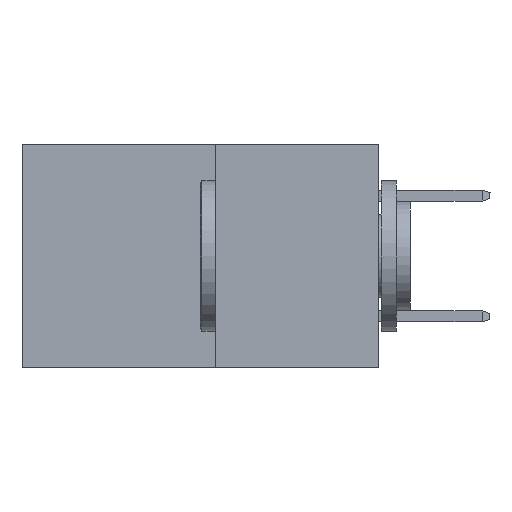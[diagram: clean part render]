
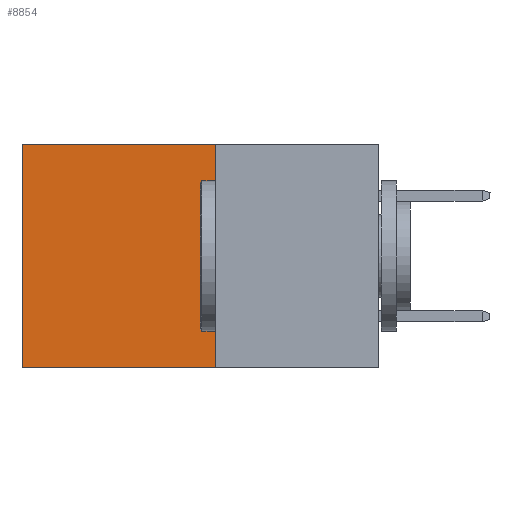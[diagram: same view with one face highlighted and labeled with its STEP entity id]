
A CAD part, left-side view. The second image highlights one B-rep face of the part: STEP entity #8854.
In plain terms, the highlighted planar face has unit normal (-1, 0, 0).
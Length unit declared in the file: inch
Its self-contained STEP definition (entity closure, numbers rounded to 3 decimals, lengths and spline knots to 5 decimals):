
#165 = EDGE_CURVE ( 'NONE', #6916, #3461, #4794, .T. ) ;
#385 = VECTOR ( 'NONE', #6386, 39.37008 ) ;
#1184 = FACE_OUTER_BOUND ( 'NONE', #4706, .T. ) ;
#1417 = CARTESIAN_POINT ( 'NONE',  ( 0.277, 0.27, -0.37 ) ) ;
#1444 = EDGE_CURVE ( 'NONE', #7425, #6707, #5880, .T. ) ;
#1564 = CARTESIAN_POINT ( 'NONE',  ( 0.277, 0.59, -0.37 ) ) ;
#2825 = CARTESIAN_POINT ( 'NONE',  ( 0.277, 0.27, -0.37 ) ) ;
#3424 = CARTESIAN_POINT ( 'NONE',  ( 0.277, 0.27, 0. ) ) ;
#3449 = VECTOR ( 'NONE', #8829, 39.37008 ) ;
#3461 = VERTEX_POINT ( 'NONE', #5472 ) ;
#3614 = DIRECTION ( 'NONE',  ( 1., 0., 0. ) ) ;
#3802 = CARTESIAN_POINT ( 'NONE',  ( 0.277, 0.27, 0. ) ) ;
#3961 = LINE ( 'NONE', #8986, #3449 ) ;
#4267 = CARTESIAN_POINT ( 'NONE',  ( 0.277, 0.59, -0.37 ) ) ;
#4295 = DIRECTION ( 'NONE',  ( 0., 0., -1. ) ) ;
#4649 = EDGE_CURVE ( 'NONE', #6916, #7425, #3961, .T. ) ;
#4706 = EDGE_LOOP ( 'NONE', ( #6264, #6606, #8153, #4925 ) ) ;
#4794 = LINE ( 'NONE', #3424, #385 ) ;
#4925 = ORIENTED_EDGE ( 'NONE', *, *, #165, .T. ) ;
#5235 = LINE ( 'NONE', #4267, #6928 ) ;
#5472 = CARTESIAN_POINT ( 'NONE',  ( 0.277, 0.59, 0. ) ) ;
#5880 = LINE ( 'NONE', #7702, #6331 ) ;
#5913 = EDGE_CURVE ( 'NONE', #3461, #6707, #5235, .T. ) ;
#6264 = ORIENTED_EDGE ( 'NONE', *, *, #5913, .T. ) ;
#6331 = VECTOR ( 'NONE', #7582, 39.37008 ) ;
#6386 = DIRECTION ( 'NONE',  ( 0., 1., 0. ) ) ;
#6606 = ORIENTED_EDGE ( 'NONE', *, *, #1444, .F. ) ;
#6707 = VERTEX_POINT ( 'NONE', #1564 ) ;
#6916 = VERTEX_POINT ( 'NONE', #3802 ) ;
#6928 = VECTOR ( 'NONE', #4295, 39.37008 ) ;
#7255 = PLANE ( 'NONE',  #8838 ) ;
#7425 = VERTEX_POINT ( 'NONE', #1417 ) ;
#7582 = DIRECTION ( 'NONE',  ( 0., 1., 0. ) ) ;
#7702 = CARTESIAN_POINT ( 'NONE',  ( 0.277, 0.27, -0.37 ) ) ;
#8153 = ORIENTED_EDGE ( 'NONE', *, *, #4649, .F. ) ;
#8699 = DIRECTION ( 'NONE',  ( 0., 0., -1. ) ) ;
#8829 = DIRECTION ( 'NONE',  ( 0., 0., -1. ) ) ;
#8838 = AXIS2_PLACEMENT_3D ( 'NONE', #2825, #3614, #8699 ) ;
#8854 = ADVANCED_FACE ( 'NONE', ( #1184 ), #7255, .F. ) ;
#8986 = CARTESIAN_POINT ( 'NONE',  ( 0.277, 0.27, -0.37 ) ) ;
